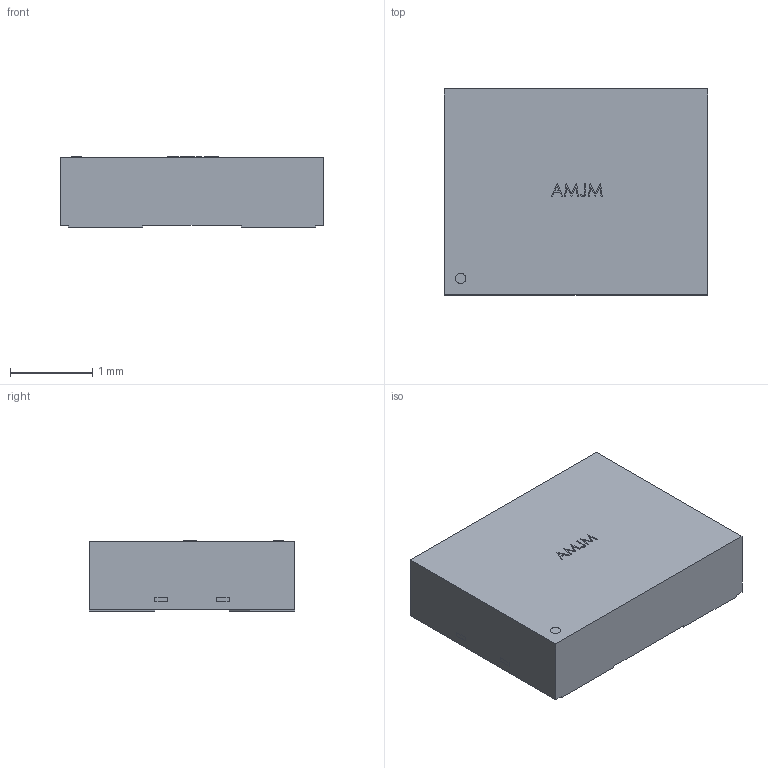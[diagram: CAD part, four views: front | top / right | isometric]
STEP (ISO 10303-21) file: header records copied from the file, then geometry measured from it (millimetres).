
FILE_DESCRIPTION(('FreeCAD Model'),'2;1');
FILE_NAME('AMJM.step','2021-01-05T15:36:21',('Author') ,(''),'Open CASCADE STEP processor 7.3','FreeCAD','Unknown');
FILE_SCHEMA(('AUTOMOTIVE_DESIGN { 1 0 10303 214 1 1 1 1 }'));
Length unit declared in the file: millimetre
Products named in the file (1): AMJM_3.2_x_2.5_mm
Bounding box: 3.2 x 2.5 x 0.85 mm (x, y, z)
Volume: 6.7 mm3; surface area: 25.7 mm2
Topology: 1 solids, 1 shells, 97 faces, 255 edges, 170 vertices
Faces by surface type: plane 90, bspline 5, cylinder 2
Entity records: 3829 total; most frequent: CARTESIAN_POINT 760, ORIENTED_EDGE 510, DIRECTION 435, EDGE_CURVE 255, LINE 241, VECTOR 241, VERTEX_POINT 170, FACE_BOUND 107
